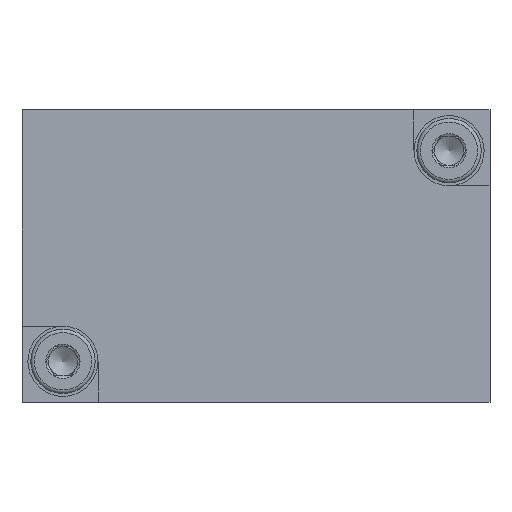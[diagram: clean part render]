
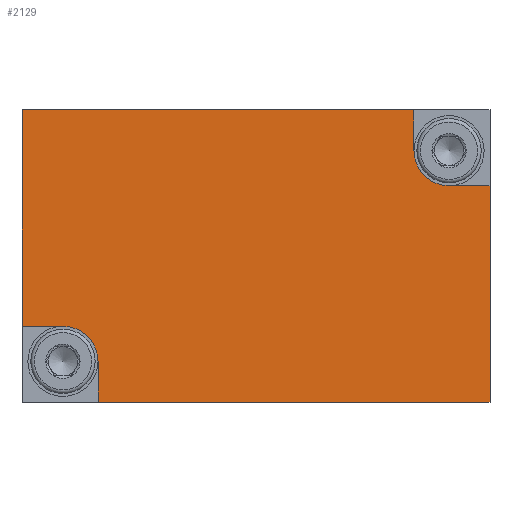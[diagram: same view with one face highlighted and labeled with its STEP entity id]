
A CAD part, front view. The second image highlights one B-rep face of the part: STEP entity #2129.
In plain terms, the highlighted planar face has unit normal (0, -1, 0).
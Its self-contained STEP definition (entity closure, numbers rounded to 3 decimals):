
#399=CIRCLE('',#2240,3.);
#400=CIRCLE('',#2241,3.);
#504=VERTEX_POINT('',#3040);
#505=VERTEX_POINT('',#3041);
#511=VERTEX_POINT('',#3057);
#512=VERTEX_POINT('',#3058);
#513=VERTEX_POINT('',#3063);
#514=VERTEX_POINT('',#3064);
#515=VERTEX_POINT('',#3066);
#516=VERTEX_POINT('',#3068);
#517=VERTEX_POINT('',#3070);
#518=VERTEX_POINT('',#3074);
#693=VECTOR('',#2473,1.);
#700=VECTOR('',#2484,1.);
#703=VECTOR('',#2488,1.);
#704=VECTOR('',#2491,1.);
#705=VECTOR('',#2492,1.);
#706=VECTOR('',#2493,1.);
#707=VECTOR('',#2496,1.);
#708=VECTOR('',#2497,1.);
#853=LINE('',#3039,#693);
#860=LINE('',#3056,#700);
#863=LINE('',#3062,#703);
#864=LINE('',#3067,#704);
#865=LINE('',#3069,#705);
#866=LINE('',#3071,#706);
#867=LINE('',#3073,#707);
#868=LINE('',#3075,#708);
#1013=EDGE_CURVE('',#504,#505,#853,.T.);
#1021=EDGE_CURVE('',#511,#512,#860,.T.);
#1024=EDGE_CURVE('',#513,#514,#863,.T.);
#1025=EDGE_CURVE('',#514,#515,#399,.T.);
#1026=EDGE_CURVE('',#515,#516,#864,.T.);
#1027=EDGE_CURVE('',#517,#516,#865,.T.);
#1028=EDGE_CURVE('',#504,#517,#866,.T.);
#1029=EDGE_CURVE('',#505,#511,#400,.T.);
#1030=EDGE_CURVE('',#518,#512,#867,.T.);
#1031=EDGE_CURVE('',#513,#518,#868,.T.);
#1305=ORIENTED_EDGE('',*,*,#1024,.T.);
#1306=ORIENTED_EDGE('',*,*,#1025,.T.);
#1307=ORIENTED_EDGE('',*,*,#1026,.T.);
#1308=ORIENTED_EDGE('',*,*,#1027,.F.);
#1309=ORIENTED_EDGE('',*,*,#1028,.F.);
#1310=ORIENTED_EDGE('',*,*,#1013,.T.);
#1311=ORIENTED_EDGE('',*,*,#1029,.T.);
#1312=ORIENTED_EDGE('',*,*,#1021,.T.);
#1313=ORIENTED_EDGE('',*,*,#1030,.F.);
#1314=ORIENTED_EDGE('',*,*,#1031,.F.);
#1853=EDGE_LOOP('',(#1305,#1306,#1307,#1308,#1309,#1310,#1311,#1312,#1313,
#1314));
#1991=FACE_BOUND('',#1853,.T.);
#2129=ADVANCED_FACE('',(#1991),#3918,.F.);
#2239=AXIS2_PLACEMENT_3D('',#3061,#2487,$);
#2240=AXIS2_PLACEMENT_3D('',#3065,#2489,#2490);
#2241=AXIS2_PLACEMENT_3D('',#3072,#2494,#2495);
#2473=DIRECTION('',(-1.,0.,0.));
#2484=DIRECTION('',(0.,0.,1.));
#2487=DIRECTION('',(0.,1.,0.));
#2488=DIRECTION('',(1.,0.,0.));
#2489=DIRECTION('',(0.,1.,0.));
#2490=DIRECTION('',(3.,0.,0.));
#2491=DIRECTION('',(0.,0.,-1.));
#2492=DIRECTION('',(-1.,0.,0.));
#2493=DIRECTION('',(0.,0.,-1.));
#2494=DIRECTION('',(0.,1.,0.));
#2495=DIRECTION('',(3.,0.,0.));
#2496=DIRECTION('',(1.,0.,0.));
#2497=DIRECTION('',(0.,0.,1.));
#3039=CARTESIAN_POINT('',(40.,0.,-6.5));
#3040=CARTESIAN_POINT('',(40.,0.,-6.5));
#3041=CARTESIAN_POINT('',(36.5,0.,-6.5));
#3056=CARTESIAN_POINT('',(33.5,0.,-3.5));
#3057=CARTESIAN_POINT('',(33.5,0.,-3.5));
#3058=CARTESIAN_POINT('',(33.5,0.,0.));
#3061=CARTESIAN_POINT('',(0.,0.,0.));
#3062=CARTESIAN_POINT('',(0.,0.,-18.5));
#3063=CARTESIAN_POINT('',(0.,0.,-18.5));
#3064=CARTESIAN_POINT('',(3.5,0.,-18.5));
#3065=CARTESIAN_POINT('',(3.5,0.,-21.5));
#3066=CARTESIAN_POINT('',(6.5,0.,-21.5));
#3067=CARTESIAN_POINT('',(6.5,0.,-21.5));
#3068=CARTESIAN_POINT('',(6.5,0.,-25.));
#3069=CARTESIAN_POINT('',(40.,0.,-25.));
#3070=CARTESIAN_POINT('',(40.,0.,-25.));
#3071=CARTESIAN_POINT('',(40.,0.,-6.5));
#3072=CARTESIAN_POINT('',(36.5,0.,-3.5));
#3073=CARTESIAN_POINT('',(0.,0.,0.));
#3074=CARTESIAN_POINT('',(0.,0.,0.));
#3075=CARTESIAN_POINT('',(0.,0.,-18.5));
#3918=PLANE('',#2239);
